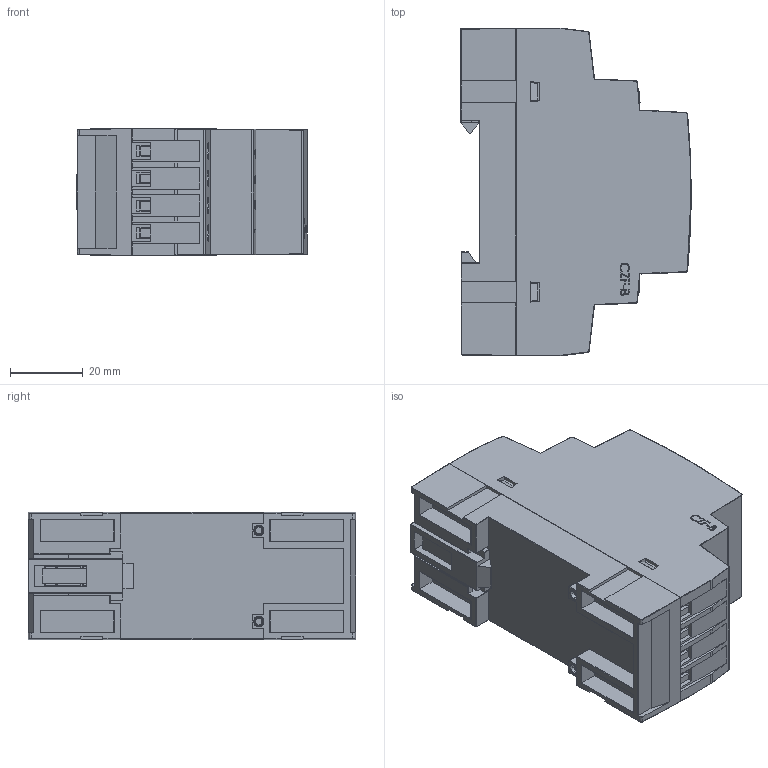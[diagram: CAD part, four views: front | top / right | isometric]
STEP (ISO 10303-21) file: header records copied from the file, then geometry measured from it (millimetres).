
FILE_DESCRIPTION(('STEP AP242'), '1');
FILE_NAME('CZF-B 鼁闉罻', '', ('UNSPECIFIED'), ('UNSPECIFIED'), 'C3D Converter', 'C3D Toolkit', '');
FILE_SCHEMA(('AP242_MANAGED_MODEL_BASED_3D_ENGINEERING_MIM_LF { 1 0 10303 442 1 1 4 }'));
Length unit declared in the file: millimetre
Assembly tree (13 placements, depth 3):
  (unnamed)
    (unnamed)
      (unnamed)
    (unnamed)
    (unnamed)  x2
    (unnamed)
    (unnamed)  x3
      (unnamed)
    (unnamed)
    (unnamed)
Bounding box: 63.26 x 90 x 35 mm (x, y, z)
Volume: 42257.7 mm3; surface area: 47425.3 mm2
Topology: 26 solids, 26 shells, 1340 faces, 3388 edges, 2117 vertices
Faces by surface type: plane 707, cylinder 248, extrusion 176, bspline 133, cone 32, sphere 26, torus 18
Full cylindrical faces by diameter (mm): 2 x6, 3.5 x6, 4.5 x8
Entity records: 85121 total; most frequent: CARTESIAN_POINT 57324, ORIENTED_EDGE 5792, DIRECTION 4478, EDGE_CURVE 2896, VECTOR 2012, LINE 1836, VERTEX_POINT 1828, EDGE_LOOP 1241
